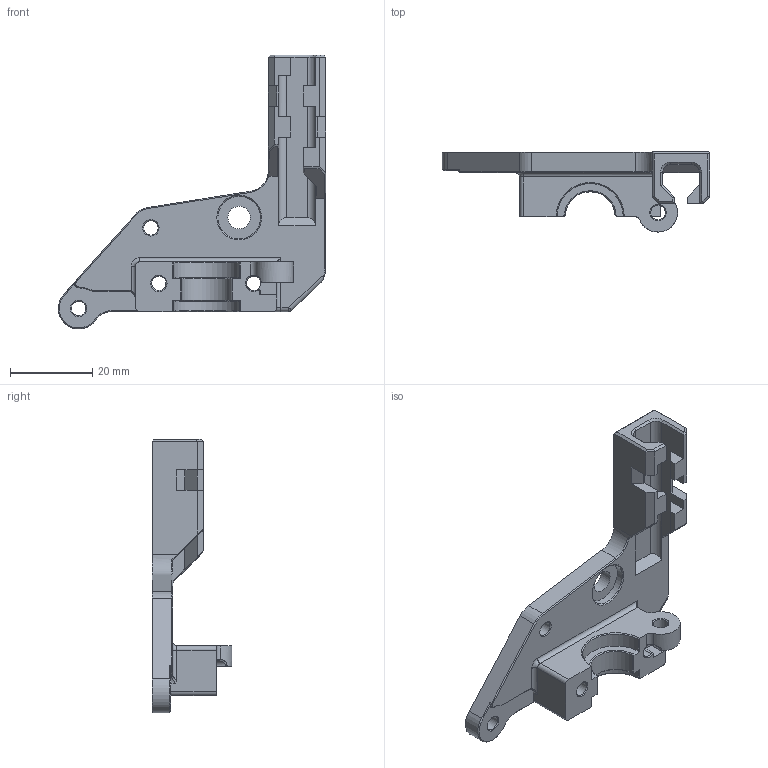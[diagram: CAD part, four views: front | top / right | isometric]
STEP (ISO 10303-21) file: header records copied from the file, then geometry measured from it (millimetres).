
FILE_DESCRIPTION(/* description */ (''),/* implementation_level */ '2;1');
FILE_NAME(/* name */ 'HotendBase NF Crazy.step',/* time_stamp */ '2021-03-03T13:34:45+02:00',/* author */ (''),/* organization */ (''),/* preprocessor_version */ 'ST-DEVELOPER v18.1',/* originating_system */ 'Autodesk Translation Framework v9.10.0.1330',/* authorisation */ '');
FILE_SCHEMA (('AUTOMOTIVE_DESIGN { 1 0 10303 214 3 1 1 }'));
Length unit declared in the file: millimetre
Products named in the file (1): HotendBase NF Crazy
Bounding box: 65.17 x 19.43 x 66.72 mm (x, y, z)
Volume: 12854.9 mm3; surface area: 7977.5 mm2
Topology: 1 solids, 1 shells, 196 faces, 511 edges, 320 vertices
Faces by surface type: plane 122, cylinder 37, cone 23, bspline 11, torus 2, sphere 1
Full cylindrical faces by diameter (mm): 3.5 x4, 3.6 x1, 5.5 x1, 6 x1, 10.4 x1
Entity records: 6391 total; most frequent: CARTESIAN_POINT 1569, ORIENTED_EDGE 1022, DIRECTION 950, EDGE_CURVE 511, LINE 370, VECTOR 370, VERTEX_POINT 320, AXIS2_PLACEMENT_3D 290
